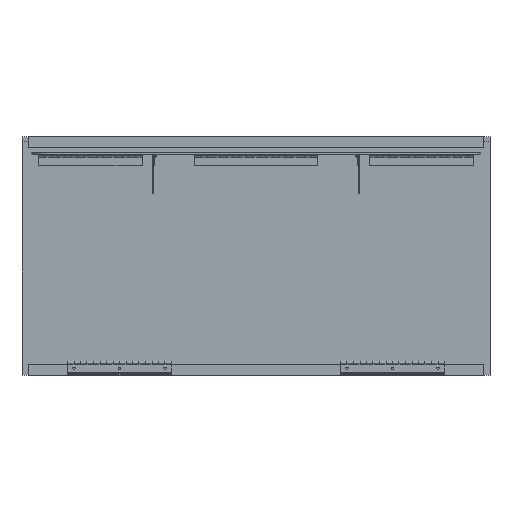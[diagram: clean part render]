
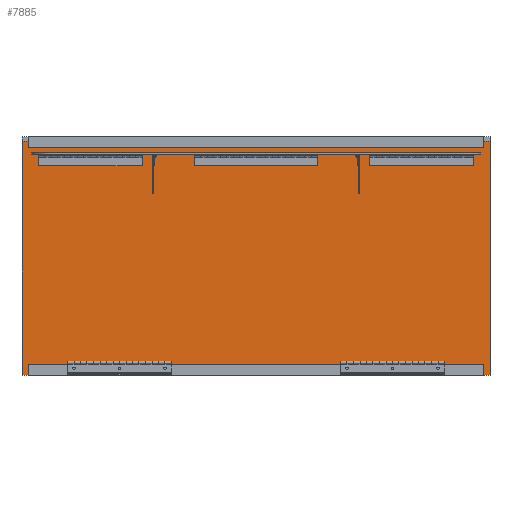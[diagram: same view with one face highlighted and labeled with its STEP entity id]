
A CAD part, top view. The second image highlights one B-rep face of the part: STEP entity #7885.
In plain terms, the highlighted planar face has unit normal (0, 0, 1).
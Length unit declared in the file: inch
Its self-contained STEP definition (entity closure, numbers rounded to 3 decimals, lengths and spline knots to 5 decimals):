
#633=FACE_OUTER_BOUND('',#1056,.T.);
#1056=EDGE_LOOP('',(#5279,#5280,#5281,#5282));
#1494=LINE('',#11571,#2410);
#1496=LINE('',#11575,#2412);
#1498=LINE('',#11579,#2414);
#1500=LINE('',#11582,#2416);
#2410=VECTOR('',#9213,36.);
#2412=VECTOR('',#9217,72.);
#2414=VECTOR('',#9221,36.);
#2416=VECTOR('',#9225,72.);
#3325=VERTEX_POINT('',#11568);
#3326=VERTEX_POINT('',#11570);
#3327=VERTEX_POINT('',#11574);
#3328=VERTEX_POINT('',#11578);
#4104=EDGE_CURVE('',#3325,#3326,#1494,.T.);
#4106=EDGE_CURVE('',#3326,#3327,#1496,.T.);
#4108=EDGE_CURVE('',#3327,#3328,#1498,.T.);
#4110=EDGE_CURVE('',#3328,#3325,#1500,.T.);
#5279=ORIENTED_EDGE('',*,*,#4104,.F.);
#5280=ORIENTED_EDGE('',*,*,#4110,.F.);
#5281=ORIENTED_EDGE('',*,*,#4108,.F.);
#5282=ORIENTED_EDGE('',*,*,#4106,.F.);
#7584=PLANE('',#8487);
#7885=ADVANCED_FACE('',(#633),#7584,.T.);
#8487=AXIS2_PLACEMENT_3D('',#11583,#9226,#9227);
#9213=DIRECTION('',(0.,1.,0.));
#9217=DIRECTION('',(1.,0.,0.));
#9221=DIRECTION('',(0.,-1.,0.));
#9225=DIRECTION('',(-1.,0.,0.));
#9226=DIRECTION('center_axis',(0.,0.,1.));
#9227=DIRECTION('ref_axis',(1.,0.,0.));
#11568=CARTESIAN_POINT('',(-36.,0.,0.1875));
#11570=CARTESIAN_POINT('',(-36.,36.,0.1875));
#11571=CARTESIAN_POINT('',(-36.,0.,0.1875));
#11574=CARTESIAN_POINT('',(36.,36.,0.1875));
#11575=CARTESIAN_POINT('',(-36.,36.,0.1875));
#11578=CARTESIAN_POINT('',(36.,0.,0.1875));
#11579=CARTESIAN_POINT('',(36.,36.,0.1875));
#11582=CARTESIAN_POINT('',(36.,0.,0.1875));
#11583=CARTESIAN_POINT('Origin',(0.,0.,0.1875));
